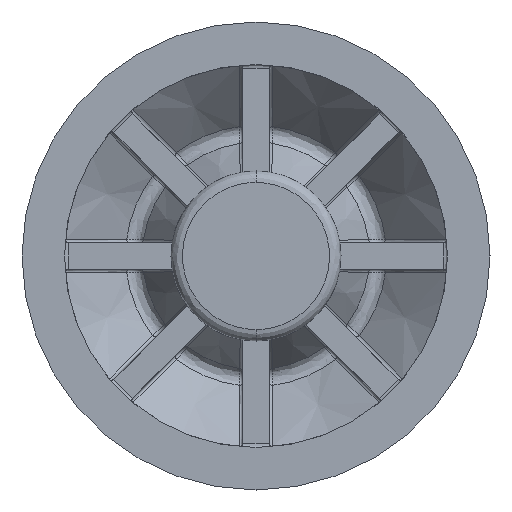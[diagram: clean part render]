
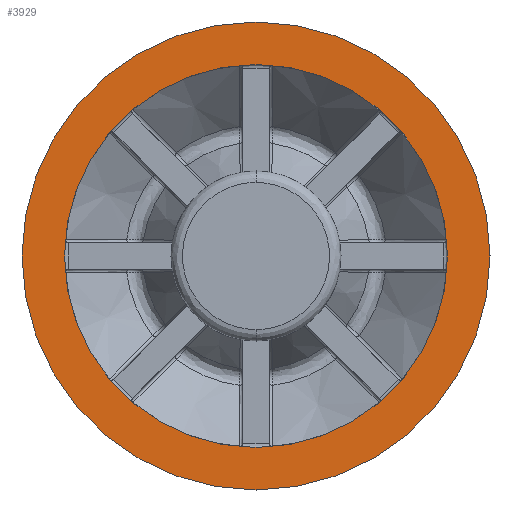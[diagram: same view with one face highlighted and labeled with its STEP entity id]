
A CAD part, front view. The second image highlights one B-rep face of the part: STEP entity #3929.
In plain terms, the highlighted planar face has unit normal (0, -1, 0).
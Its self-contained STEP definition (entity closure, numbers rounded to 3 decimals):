
#72 = CARTESIAN_POINT ( 'NONE',  ( 0., -1., 0. ) ) ;
#177 = CARTESIAN_POINT ( 'NONE',  ( 0., -1., -22. ) ) ;
#326 = EDGE_LOOP ( 'NONE', ( #5817, #3243 ) ) ;
#500 = EDGE_CURVE ( 'NONE', #756, #3388, #1284, .T. ) ;
#613 = ORIENTED_EDGE ( 'NONE', *, *, #6058, .F. ) ;
#756 = VERTEX_POINT ( 'NONE', #177 ) ;
#1028 = VERTEX_POINT ( 'NONE', #5666 ) ;
#1048 = DIRECTION ( 'NONE',  ( 0., 0., 1. ) ) ;
#1109 = EDGE_CURVE ( 'NONE', #1028, #2465, #1717, .T. ) ;
#1193 = DIRECTION ( 'NONE',  ( 0., 0., 1. ) ) ;
#1214 = CARTESIAN_POINT ( 'NONE',  ( 0., -1., 0. ) ) ;
#1254 = DIRECTION ( 'NONE',  ( 0., 1., 0. ) ) ;
#1284 = CIRCLE ( 'NONE', #3946, 22. ) ;
#1379 = AXIS2_PLACEMENT_3D ( 'NONE', #1686, #4063, #2167 ) ;
#1556 = FACE_OUTER_BOUND ( 'NONE', #3786, .T. ) ;
#1669 = PLANE ( 'NONE',  #1379 ) ;
#1686 = CARTESIAN_POINT ( 'NONE',  ( -22., -1., 0. ) ) ;
#1717 = CIRCLE ( 'NONE', #1747, 18. ) ;
#1747 = AXIS2_PLACEMENT_3D ( 'NONE', #5826, #5349, #1048 ) ;
#1899 = AXIS2_PLACEMENT_3D ( 'NONE', #1214, #4990, #4498 ) ;
#2167 = DIRECTION ( 'NONE',  ( 0., 0., -1. ) ) ;
#2318 = ORIENTED_EDGE ( 'NONE', *, *, #500, .F. ) ;
#2465 = VERTEX_POINT ( 'NONE', #5627 ) ;
#2788 = CIRCLE ( 'NONE', #1899, 22. ) ;
#3243 = ORIENTED_EDGE ( 'NONE', *, *, #3545, .T. ) ;
#3347 = DIRECTION ( 'NONE',  ( 0., 1., 0. ) ) ;
#3388 = VERTEX_POINT ( 'NONE', #3672 ) ;
#3545 = EDGE_CURVE ( 'NONE', #2465, #1028, #4444, .T. ) ;
#3672 = CARTESIAN_POINT ( 'NONE',  ( 0., -1., 22. ) ) ;
#3786 = EDGE_LOOP ( 'NONE', ( #613, #2318 ) ) ;
#3929 = ADVANCED_FACE ( 'NONE', ( #5768, #1556 ), #1669, .T. ) ;
#3946 = AXIS2_PLACEMENT_3D ( 'NONE', #4987, #1254, #1193 ) ;
#4063 = DIRECTION ( 'NONE',  ( 0., -1., 0. ) ) ;
#4444 = CIRCLE ( 'NONE', #5755, 18. ) ;
#4498 = DIRECTION ( 'NONE',  ( 0., 0., 1. ) ) ;
#4987 = CARTESIAN_POINT ( 'NONE',  ( 0., -1., 0. ) ) ;
#4990 = DIRECTION ( 'NONE',  ( 0., 1., 0. ) ) ;
#5349 = DIRECTION ( 'NONE',  ( 0., 1., 0. ) ) ;
#5627 = CARTESIAN_POINT ( 'NONE',  ( 0., -1., -18. ) ) ;
#5666 = CARTESIAN_POINT ( 'NONE',  ( 0., -1., 18. ) ) ;
#5740 = DIRECTION ( 'NONE',  ( 0., 0., 1. ) ) ;
#5755 = AXIS2_PLACEMENT_3D ( 'NONE', #72, #3347, #5740 ) ;
#5768 = FACE_BOUND ( 'NONE', #326, .T. ) ;
#5817 = ORIENTED_EDGE ( 'NONE', *, *, #1109, .T. ) ;
#5826 = CARTESIAN_POINT ( 'NONE',  ( 0., -1., 0. ) ) ;
#6058 = EDGE_CURVE ( 'NONE', #3388, #756, #2788, .T. ) ;
